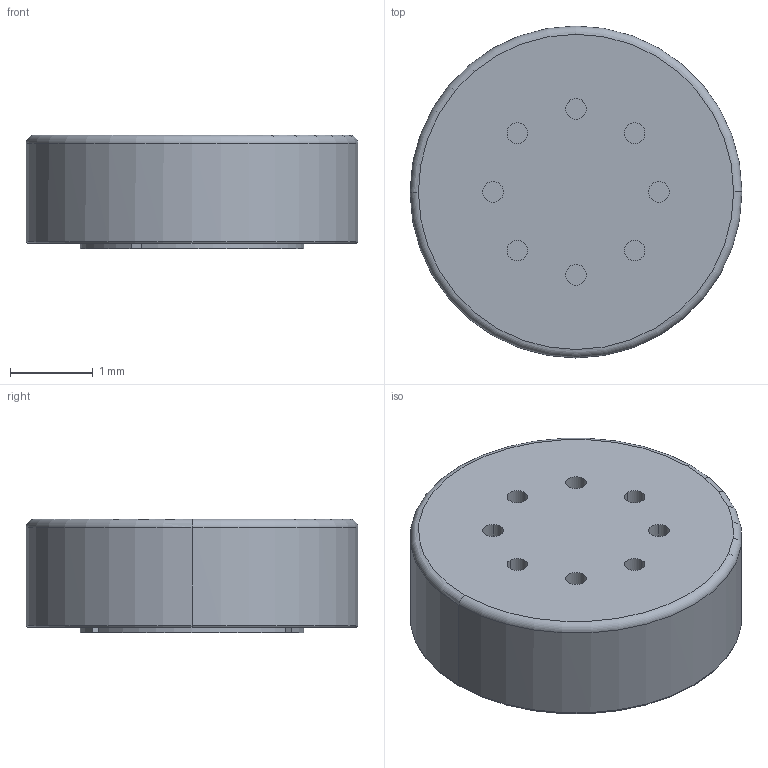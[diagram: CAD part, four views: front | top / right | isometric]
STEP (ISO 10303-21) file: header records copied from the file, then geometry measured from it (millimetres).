
FILE_DESCRIPTION (( 'STEP AP214' ), '1' );
FILE_NAME ('CUI_DEVICES_CMEJ-0413-42-SMT-TR.step', '2020-02-05T17:10:41', ( '' ), ( '' ), 'SwSTEP 2.0', 'SolidWorks 2019', '' );
FILE_SCHEMA (( 'AUTOMOTIVE_DESIGN' ));
Length unit declared in the file: inch
Products named in the file (1): CUI_DEVICES_CMEJ-0413-42-SMT-TR
Bounding box: 4 x 4 x 1.37 mm (x, y, z)
Volume: 16.1 mm3; surface area: 44.5 mm2
Topology: 1 solids, 1 shells, 54 faces, 116 edges, 76 vertices
Faces by surface type: cylinder 28, plane 20, torus 4, cone 2
Entity records: 1796 total; most frequent: DIRECTION 294, CARTESIAN_POINT 247, ORIENTED_EDGE 232, AXIS2_PLACEMENT_3D 123, EDGE_CURVE 116, VERTEX_POINT 76, CIRCLE 68, EDGE_LOOP 66
